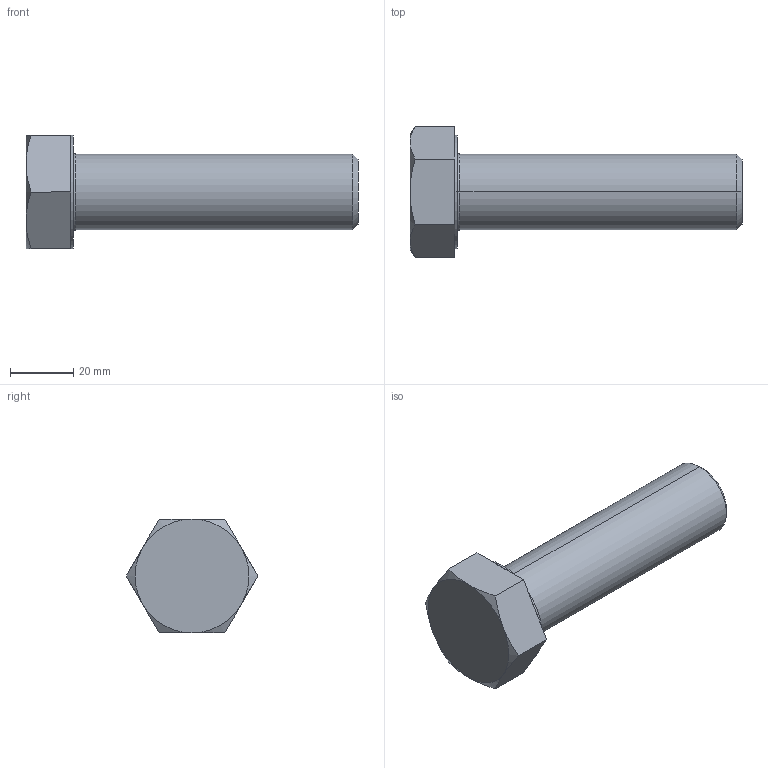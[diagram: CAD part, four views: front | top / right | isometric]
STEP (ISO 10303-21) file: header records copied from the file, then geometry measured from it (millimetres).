
FILE_DESCRIPTION (( 'STEP AP203' ), '1' );
FILE_NAME ('hex bolt gradeab_iso_PreviewCfg_sldprt.STEP', '2024-03-16T15:25:40', ( 'M3tal' ), ( '' ), 'SwSTEP 2.0', 'SolidWorks 2020', '' );
FILE_SCHEMA (( 'CONFIG_CONTROL_DESIGN' ));
Length unit declared in the file: millimetre
Products named in the file (1): hex bolt gradeab_iso_PreviewCfg_sldprt
Bounding box: 105 x 41.57 x 36 mm (x, y, z)
Volume: 57329.1 mm3; surface area: 10737.4 mm2
Topology: 1 solids, 1 shells, 29 faces, 60 edges, 34 vertices
Faces by surface type: plane 15, cone 8, cylinder 4, torus 2
Entity records: 891 total; most frequent: CARTESIAN_POINT 208, DIRECTION 132, ORIENTED_EDGE 120, EDGE_CURVE 60, AXIS2_PLACEMENT_3D 54, VERTEX_POINT 34, EDGE_LOOP 30, ADVANCED_FACE 29
